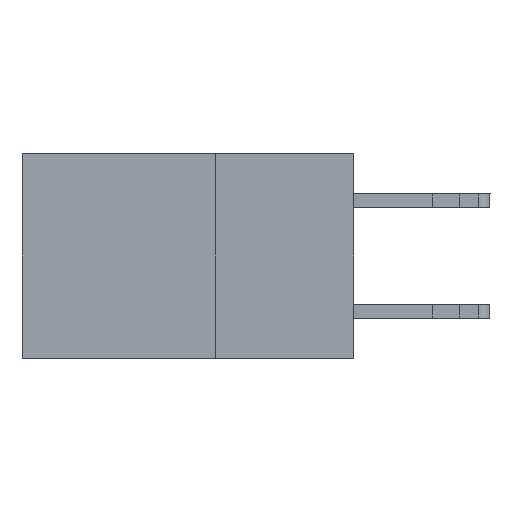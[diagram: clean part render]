
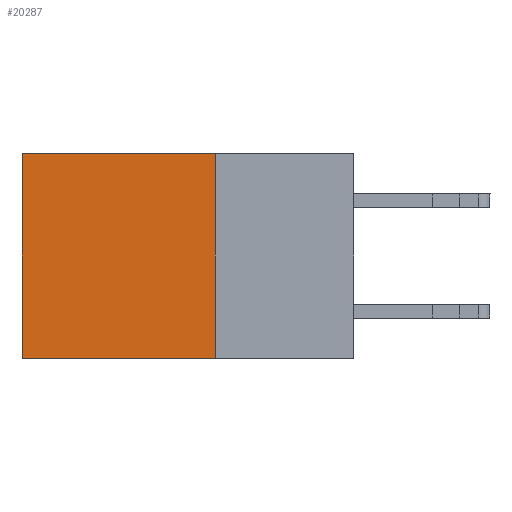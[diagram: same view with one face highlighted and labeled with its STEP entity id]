
A CAD part, left-side view. The second image highlights one B-rep face of the part: STEP entity #20287.
In plain terms, the highlighted planar face has unit normal (-1, 0, 0).
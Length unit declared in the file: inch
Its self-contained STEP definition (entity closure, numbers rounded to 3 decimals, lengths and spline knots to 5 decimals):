
#458 = CARTESIAN_POINT ( 'NONE',  ( 0.2875, 0.25, 0. ) ) ;
#2069 = VERTEX_POINT ( 'NONE', #2419 ) ;
#2317 = LINE ( 'NONE', #3630, #22468 ) ;
#2419 = CARTESIAN_POINT ( 'NONE',  ( 0.2875, 0.25, -0.37 ) ) ;
#2533 = FACE_OUTER_BOUND ( 'NONE', #16820, .T. ) ;
#3033 = ORIENTED_EDGE ( 'NONE', *, *, #28965, .F. ) ;
#3630 = CARTESIAN_POINT ( 'NONE',  ( 0.2875, 0.25, -0.37 ) ) ;
#3645 = LINE ( 'NONE', #29000, #31981 ) ;
#4150 = DIRECTION ( 'NONE',  ( 0., 0., -1. ) ) ;
#4896 = CARTESIAN_POINT ( 'NONE',  ( 0.2875, 0.25, 0. ) ) ;
#5790 = CARTESIAN_POINT ( 'NONE',  ( 0.2875, 0.6, 0. ) ) ;
#6070 = PLANE ( 'NONE',  #22737 ) ;
#6137 = DIRECTION ( 'NONE',  ( 0., 1., 0. ) ) ;
#6669 = DIRECTION ( 'NONE',  ( 0., 0., -1. ) ) ;
#9684 = CARTESIAN_POINT ( 'NONE',  ( 0.2875, 0.6, 0. ) ) ;
#11051 = VECTOR ( 'NONE', #23382, 39.37008 ) ;
#11213 = CARTESIAN_POINT ( 'NONE',  ( 0.2875, 0.25, 0. ) ) ;
#12195 = ORIENTED_EDGE ( 'NONE', *, *, #12358, .F. ) ;
#12358 = EDGE_CURVE ( 'NONE', #25086, #2069, #3645, .T. ) ;
#12979 = CARTESIAN_POINT ( 'NONE',  ( 0.2875, 0.6, -0.37 ) ) ;
#13184 = LINE ( 'NONE', #9684, #11051 ) ;
#14695 = DIRECTION ( 'NONE',  ( 1., 0., 0. ) ) ;
#16820 = EDGE_LOOP ( 'NONE', ( #23183, #3033, #12195, #17436 ) ) ;
#16841 = EDGE_CURVE ( 'NONE', #22861, #27677, #13184, .T. ) ;
#17436 = ORIENTED_EDGE ( 'NONE', *, *, #25314, .T. ) ;
#20287 = ADVANCED_FACE ( 'NONE', ( #2533 ), #6070, .F. ) ;
#22468 = VECTOR ( 'NONE', #6137, 39.37008 ) ;
#22737 = AXIS2_PLACEMENT_3D ( 'NONE', #11213, #14695, #6669 ) ;
#22861 = VERTEX_POINT ( 'NONE', #5790 ) ;
#23183 = ORIENTED_EDGE ( 'NONE', *, *, #16841, .T. ) ;
#23382 = DIRECTION ( 'NONE',  ( 0., 0., -1. ) ) ;
#24803 = DIRECTION ( 'NONE',  ( 0., 1., 0. ) ) ;
#25086 = VERTEX_POINT ( 'NONE', #4896 ) ;
#25314 = EDGE_CURVE ( 'NONE', #25086, #22861, #32597, .T. ) ;
#27677 = VERTEX_POINT ( 'NONE', #12979 ) ;
#28965 = EDGE_CURVE ( 'NONE', #2069, #27677, #2317, .T. ) ;
#29000 = CARTESIAN_POINT ( 'NONE',  ( 0.2875, 0.25, 0. ) ) ;
#31981 = VECTOR ( 'NONE', #4150, 39.37008 ) ;
#32597 = LINE ( 'NONE', #458, #34724 ) ;
#34724 = VECTOR ( 'NONE', #24803, 39.37008 ) ;
